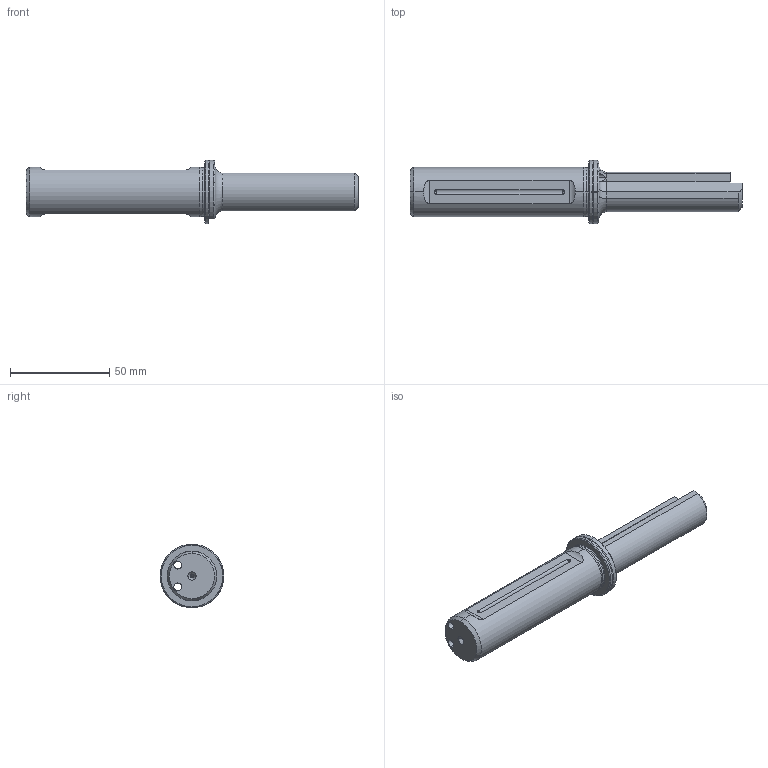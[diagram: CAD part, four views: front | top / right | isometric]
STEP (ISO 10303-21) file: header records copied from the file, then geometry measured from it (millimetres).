
FILE_DESCRIPTION (( 'STEP AP203' ), '1' );
FILE_NAME ('UT-8-25.STEP', '2023-07-17T07:19:39', ( 'TECNICO' ), ( '' ), 'SwSTEP 2.0', 'SolidWorks 2020', '' );
FILE_SCHEMA (( 'CONFIG_CONTROL_DESIGN' ));
Length unit declared in the file: millimetre
Products named in the file (1): UT-8-25
Bounding box: 167 x 32 x 32 mm (x, y, z)
Volume: 61801.3 mm3; surface area: 15980.4 mm2
Topology: 1 solids, 1 shells, 113 faces, 278 edges, 166 vertices
Faces by surface type: cylinder 40, plane 33, cone 23, torus 9, sphere 8
Entity records: 3746 total; most frequent: CARTESIAN_POINT 1060, ORIENTED_EDGE 548, DIRECTION 545, EDGE_CURVE 274, AXIS2_PLACEMENT_3D 209, VERTEX_POINT 166, VECTOR 127, LINE 127
